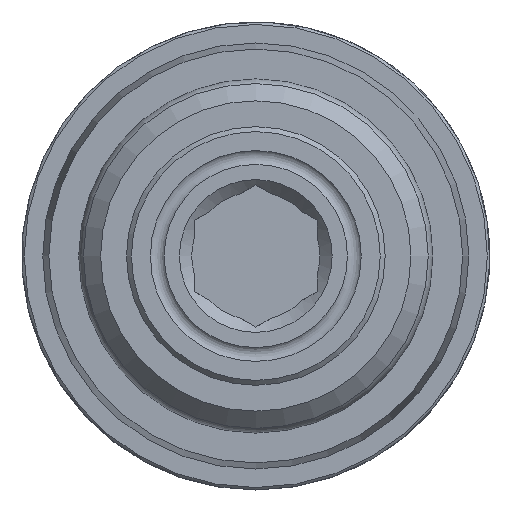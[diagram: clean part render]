
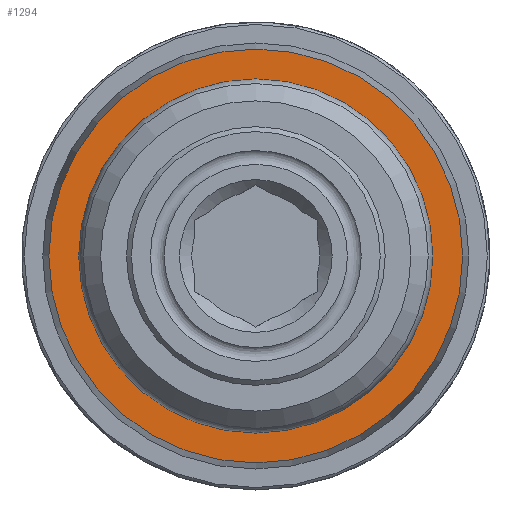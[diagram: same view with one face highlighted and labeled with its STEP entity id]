
A CAD part, left-side view. The second image highlights one B-rep face of the part: STEP entity #1294.
In plain terms, the highlighted planar face has unit normal (-1, 0, 0).
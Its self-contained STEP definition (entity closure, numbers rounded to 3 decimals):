
#116=PLANE('',#1407);
#334=ORIENTED_EDGE('',*,*,#445,.F.);
#335=ORIENTED_EDGE('',*,*,#446,.T.);
#445=EDGE_CURVE('',#527,#527,#580,.T.);
#446=EDGE_CURVE('',#528,#528,#581,.T.);
#527=VERTEX_POINT('',#1999);
#528=VERTEX_POINT('',#2002);
#580=CIRCLE('',#1406,8.4);
#581=CIRCLE('',#1408,6.);
#672=EDGE_LOOP('',(#334));
#673=EDGE_LOOP('',(#335));
#773=FACE_BOUND('',#672,.T.);
#774=FACE_BOUND('',#673,.T.);
#1294=ADVANCED_FACE('',(#773,#774),#116,.T.);
#1406=AXIS2_PLACEMENT_3D('',#1998,#1646,#1647);
#1407=AXIS2_PLACEMENT_3D('',#2000,#1648,#1649);
#1408=AXIS2_PLACEMENT_3D('',#2001,#1650,#1651);
#1646=DIRECTION('',(1.,0.,0.));
#1647=DIRECTION('',(0.,0.,1.));
#1648=DIRECTION('',(-1.,0.,0.));
#1649=DIRECTION('',(0.,0.,-1.));
#1650=DIRECTION('',(1.,0.,0.));
#1651=DIRECTION('',(0.,0.,1.));
#1998=CARTESIAN_POINT('',(8.5,0.,0.));
#1999=CARTESIAN_POINT('',(8.5,0.,8.4));
#2000=CARTESIAN_POINT('',(8.5,0.,8.4));
#2001=CARTESIAN_POINT('',(8.5,0.,0.));
#2002=CARTESIAN_POINT('',(8.5,0.,6.));
